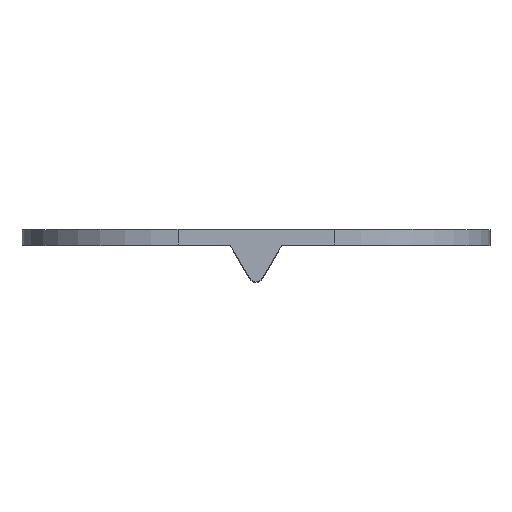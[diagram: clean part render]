
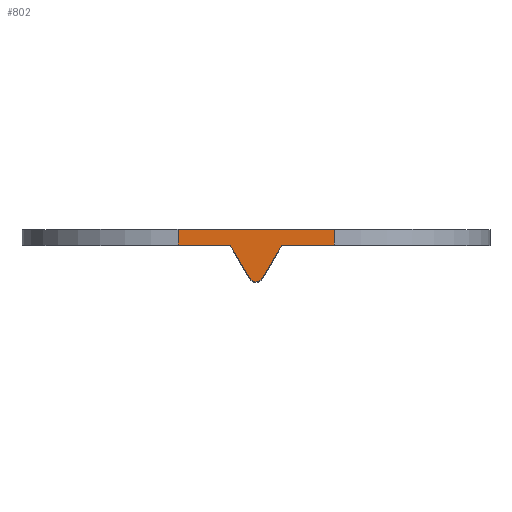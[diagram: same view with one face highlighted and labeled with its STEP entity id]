
A CAD part, top view. The second image highlights one B-rep face of the part: STEP entity #802.
In plain terms, the highlighted planar face has unit normal (0, 0, 1).
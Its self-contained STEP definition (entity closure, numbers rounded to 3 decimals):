
#14 = LINE ( 'NONE', #314, #165 ) ;
#55 = EDGE_CURVE ( 'NONE', #794, #508, #14, .T. ) ;
#65 = LINE ( 'NONE', #934, #826 ) ;
#68 = ORIENTED_EDGE ( 'NONE', *, *, #579, .T. ) ;
#72 = DIRECTION ( 'NONE',  ( 0., 0., -1. ) ) ;
#85 = CARTESIAN_POINT ( 'NONE',  ( 5., 20., 15. ) ) ;
#118 = EDGE_CURVE ( 'NONE', #297, #566, #65, .T. ) ;
#127 = DIRECTION ( 'NONE',  ( -0.5, -0.866, 0. ) ) ;
#137 = CARTESIAN_POINT ( 'NONE',  ( 5., 20., 15. ) ) ;
#147 = CARTESIAN_POINT ( 'NONE',  ( 15., 20., 15. ) ) ;
#158 = LINE ( 'NONE', #85, #685 ) ;
#165 = VECTOR ( 'NONE', #602, 1000. ) ;
#172 = EDGE_CURVE ( 'NONE', #575, #601, #510, .T. ) ;
#191 = EDGE_CURVE ( 'NONE', #433, #240, #907, .T. ) ;
#193 = LINE ( 'NONE', #493, #351 ) ;
#199 = CARTESIAN_POINT ( 'NONE',  ( 1.645, 19., 15. ) ) ;
#219 = EDGE_CURVE ( 'NONE', #575, #566, #158, .T. ) ;
#240 = VERTEX_POINT ( 'NONE', #608 ) ;
#297 = VERTEX_POINT ( 'NONE', #848 ) ;
#304 = VECTOR ( 'NONE', #127, 1000. ) ;
#314 = CARTESIAN_POINT ( 'NONE',  ( 15., 19., 15. ) ) ;
#341 = DIRECTION ( 'NONE',  ( 0., -1., 0. ) ) ;
#351 = VECTOR ( 'NONE', #489, 1000. ) ;
#356 = ORIENTED_EDGE ( 'NONE', *, *, #191, .T. ) ;
#365 = DIRECTION ( 'NONE',  ( 1., 0., 0. ) ) ;
#394 = EDGE_CURVE ( 'NONE', #433, #794, #193, .T. ) ;
#420 = EDGE_CURVE ( 'NONE', #601, #240, #487, .T. ) ;
#433 = VERTEX_POINT ( 'NONE', #718 ) ;
#435 = CARTESIAN_POINT ( 'NONE',  ( 5., 19., 15. ) ) ;
#448 = CARTESIAN_POINT ( 'NONE',  ( 15., 19., 15. ) ) ;
#449 = DIRECTION ( 'NONE',  ( -1., 0., 0. ) ) ;
#487 = LINE ( 'NONE', #774, #304 ) ;
#489 = DIRECTION ( 'NONE',  ( -0.5, 0.866, 0. ) ) ;
#493 = CARTESIAN_POINT ( 'NONE',  ( 0., 16.15, 15. ) ) ;
#496 = AXIS2_PLACEMENT_3D ( 'NONE', #656, #943, #675 ) ;
#501 = ORIENTED_EDGE ( 'NONE', *, *, #394, .F. ) ;
#508 = VERTEX_POINT ( 'NONE', #858 ) ;
#510 = LINE ( 'NONE', #448, #723 ) ;
#511 = FACE_OUTER_BOUND ( 'NONE', #659, .T. ) ;
#556 = ORIENTED_EDGE ( 'NONE', *, *, #118, .F. ) ;
#562 = LINE ( 'NONE', #853, #761 ) ;
#566 = VERTEX_POINT ( 'NONE', #137 ) ;
#575 = VERTEX_POINT ( 'NONE', #435 ) ;
#579 = EDGE_CURVE ( 'NONE', #297, #508, #562, .T. ) ;
#599 = ORIENTED_EDGE ( 'NONE', *, *, #55, .F. ) ;
#601 = VERTEX_POINT ( 'NONE', #199 ) ;
#602 = DIRECTION ( 'NONE',  ( -1., 0., 0. ) ) ;
#608 = CARTESIAN_POINT ( 'NONE',  ( 0.433, 16.9, 15. ) ) ;
#648 = CARTESIAN_POINT ( 'NONE',  ( -1.645, 19., 15. ) ) ;
#656 = CARTESIAN_POINT ( 'NONE',  ( 0., 17.15, 15. ) ) ;
#659 = EDGE_LOOP ( 'NONE', ( #501, #356, #925, #836, #892, #556, #68, #599 ) ) ;
#667 = DIRECTION ( 'NONE',  ( 0., 1., 0. ) ) ;
#675 = DIRECTION ( 'NONE',  ( -1., 0., 0. ) ) ;
#685 = VECTOR ( 'NONE', #667, 1000. ) ;
#718 = CARTESIAN_POINT ( 'NONE',  ( -0.433, 16.9, 15. ) ) ;
#723 = VECTOR ( 'NONE', #728, 1000. ) ;
#728 = DIRECTION ( 'NONE',  ( -1., 0., 0. ) ) ;
#761 = VECTOR ( 'NONE', #341, 1000. ) ;
#774 = CARTESIAN_POINT ( 'NONE',  ( 1.861, 19.374, 15. ) ) ;
#778 = AXIS2_PLACEMENT_3D ( 'NONE', #147, #72, #449 ) ;
#794 = VERTEX_POINT ( 'NONE', #648 ) ;
#800 = PLANE ( 'NONE',  #778 ) ;
#802 = ADVANCED_FACE ( 'NONE', ( #511 ), #800, .F. ) ;
#826 = VECTOR ( 'NONE', #365, 1000. ) ;
#836 = ORIENTED_EDGE ( 'NONE', *, *, #172, .F. ) ;
#848 = CARTESIAN_POINT ( 'NONE',  ( -5., 20., 15. ) ) ;
#853 = CARTESIAN_POINT ( 'NONE',  ( -5., 20., 15. ) ) ;
#858 = CARTESIAN_POINT ( 'NONE',  ( -5., 19., 15. ) ) ;
#892 = ORIENTED_EDGE ( 'NONE', *, *, #219, .T. ) ;
#907 = CIRCLE ( 'NONE', #496, 0.5 ) ;
#925 = ORIENTED_EDGE ( 'NONE', *, *, #420, .F. ) ;
#934 = CARTESIAN_POINT ( 'NONE',  ( 15., 20., 15. ) ) ;
#943 = DIRECTION ( 'NONE',  ( 0., 0., 1. ) ) ;
